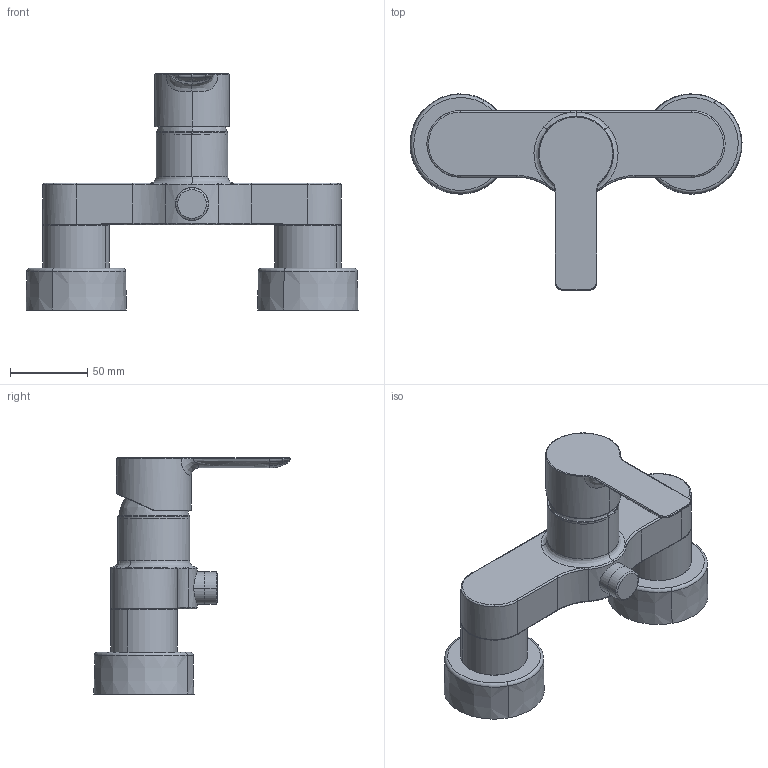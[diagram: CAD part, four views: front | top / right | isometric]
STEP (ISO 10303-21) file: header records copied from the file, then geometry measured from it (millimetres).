
FILE_DESCRIPTION (( 'STEP AP203' ), '1' );
FILE_NAME ('06670103.STEP', '2018-03-12T05:47:29', ( '' ), ( '' ), 'SwSTEP 2.0', 'SolidWorks 2016', '' );
FILE_SCHEMA (( 'CONFIG_CONTROL_DESIGN' ));
Length unit declared in the file: millimetre
Products named in the file (1): 06670103
Bounding box: 214.98 x 127.34 x 152.85 mm (x, y, z)
Volume: 636380.2 mm3; surface area: 91393.9 mm2
Topology: 8 solids, 9 shells, 183 faces, 414 edges, 250 vertices
Faces by surface type: bspline 86, cylinder 43, plane 30, cone 14, torus 10
Entity records: 11391 total; most frequent: CARTESIAN_POINT 7868, ORIENTED_EDGE 816, DIRECTION 520, EDGE_CURVE 408, VERTEX_POINT 248, AXIS2_PLACEMENT_3D 222, B_SPLINE_CURVE_WITH_KNOTS 202, EDGE_LOOP 190
